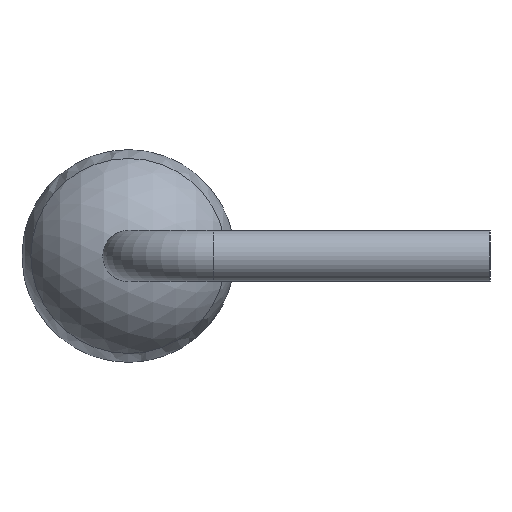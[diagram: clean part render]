
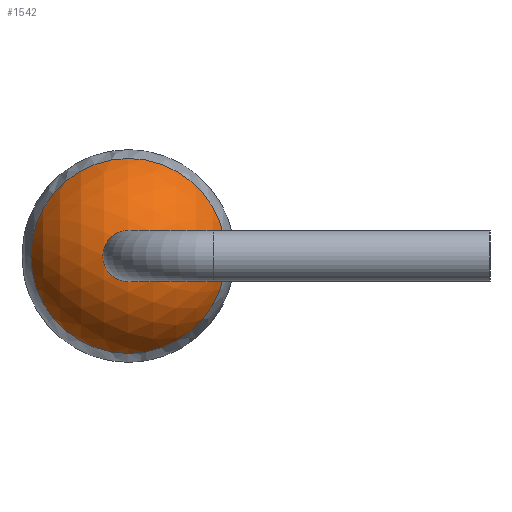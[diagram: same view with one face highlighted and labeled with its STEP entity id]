
A CAD part, left-side view. The second image highlights one B-rep face of the part: STEP entity #1542.
In plain terms, the highlighted spherical face has radius 1.25 mm.
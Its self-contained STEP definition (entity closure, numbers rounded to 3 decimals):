
#1396 = EDGE_CURVE('',#1397,#1397,#1399,.T.);
#1397 = VERTEX_POINT('',#1398);
#1398 = CARTESIAN_POINT('',(0.75,0.,1.146));
#1399 = SURFACE_CURVE('',#1400,(#1405,#1417),.PCURVE_S1.);
#1400 = CIRCLE('',#1401,1.146);
#1401 = AXIS2_PLACEMENT_3D('',#1402,#1403,#1404);
#1402 = CARTESIAN_POINT('',(0.75,0.,0.));
#1403 = DIRECTION('',(-1.,-0.,0.));
#1404 = DIRECTION('',(0.,0.,1.));
#1405 = PCURVE('',#1406,#1411);
#1406 = PLANE('',#1407);
#1407 = AXIS2_PLACEMENT_3D('',#1408,#1409,#1410);
#1408 = CARTESIAN_POINT('',(0.75,0.,0.));
#1409 = DIRECTION('',(-1.,-0.,0.));
#1410 = DIRECTION('',(0.,0.,1.));
#1411 = DEFINITIONAL_REPRESENTATION('',(#1412),#1416);
#1412 = CIRCLE('',#1413,1.146);
#1413 = AXIS2_PLACEMENT_2D('',#1414,#1415);
#1414 = CARTESIAN_POINT('',(0.,0.));
#1415 = DIRECTION('',(1.,0.));
#1416 = ( GEOMETRIC_REPRESENTATION_CONTEXT(2) 
PARAMETRIC_REPRESENTATION_CONTEXT() REPRESENTATION_CONTEXT('2D SPACE',''
  ) );
#1417 = PCURVE('',#1418,#1423);
#1418 = SPHERICAL_SURFACE('',#1419,1.25);
#1419 = AXIS2_PLACEMENT_3D('',#1420,#1421,#1422);
#1420 = CARTESIAN_POINT('',(1.25,0.,0.));
#1421 = DIRECTION('',(-0.,-1.,-0.));
#1422 = DIRECTION('',(0.,0.,-1.));
#1423 = DEFINITIONAL_REPRESENTATION('',(#1424),#1450);
#1424 = B_SPLINE_CURVE_WITH_KNOTS('',3,(#1425,#1426,#1427,#1428,#1429,
    #1430,#1431,#1432,#1433,#1434,#1435,#1436,#1437,#1438,#1439,#1440,
    #1441,#1442,#1443,#1444,#1445,#1446,#1447,#1448,#1449),
  .UNSPECIFIED.,.F.,.F.,(4,1,1,1,1,1,1,1,1,1,1,1,1,1,1,1,1,1,1,1,1,1,4),
  (0.,0.286,0.571,0.857,1.142,
    1.428,1.714,1.999,2.285,
    2.57,2.856,3.142,3.427,
    3.713,3.998,4.284,4.57,
    4.855,5.141,5.426,5.712,
    5.998,6.283),.QUASI_UNIFORM_KNOTS.);
#1425 = CARTESIAN_POINT('',(3.553,0.));
#1426 = CARTESIAN_POINT('',(3.555,-0.087));
#1427 = CARTESIAN_POINT('',(3.562,-0.262));
#1428 = CARTESIAN_POINT('',(3.611,-0.52));
#1429 = CARTESIAN_POINT('',(3.713,-0.769));
#1430 = CARTESIAN_POINT('',(3.912,-0.995));
#1431 = CARTESIAN_POINT('',(4.349,-1.165));
#1432 = CARTESIAN_POINT('',(5.076,-1.165));
#1433 = CARTESIAN_POINT('',(5.513,-0.995));
#1434 = CARTESIAN_POINT('',(5.711,-0.769));
#1435 = CARTESIAN_POINT('',(5.814,-0.52));
#1436 = CARTESIAN_POINT('',(5.862,-0.262));
#1437 = CARTESIAN_POINT('',(5.877,0.));
#1438 = CARTESIAN_POINT('',(5.862,0.262));
#1439 = CARTESIAN_POINT('',(5.814,0.52));
#1440 = CARTESIAN_POINT('',(5.711,0.769));
#1441 = CARTESIAN_POINT('',(5.513,0.995));
#1442 = CARTESIAN_POINT('',(5.076,1.165));
#1443 = CARTESIAN_POINT('',(4.349,1.165));
#1444 = CARTESIAN_POINT('',(3.912,0.995));
#1445 = CARTESIAN_POINT('',(3.713,0.769));
#1446 = CARTESIAN_POINT('',(3.611,0.52));
#1447 = CARTESIAN_POINT('',(3.562,0.262));
#1448 = CARTESIAN_POINT('',(3.555,0.087));
#1449 = CARTESIAN_POINT('',(3.553,0.));
#1450 = ( GEOMETRIC_REPRESENTATION_CONTEXT(2) 
PARAMETRIC_REPRESENTATION_CONTEXT() REPRESENTATION_CONTEXT('2D SPACE',''
  ) );
#1542 = ADVANCED_FACE('',(#1543),#1418,.T.);
#1543 = FACE_BOUND('',#1544,.T.);
#1544 = EDGE_LOOP('',(#1545));
#1545 = ORIENTED_EDGE('',*,*,#1396,.T.);
